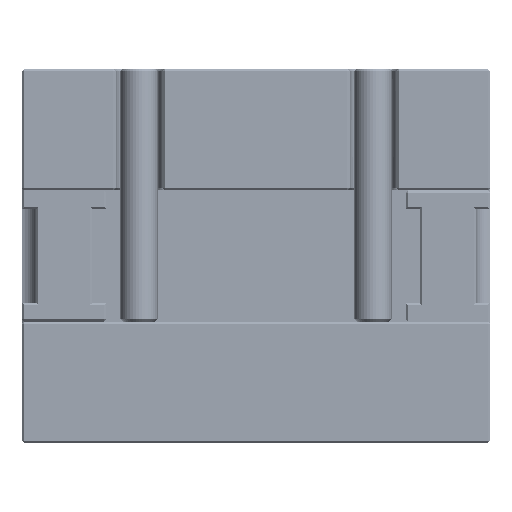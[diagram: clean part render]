
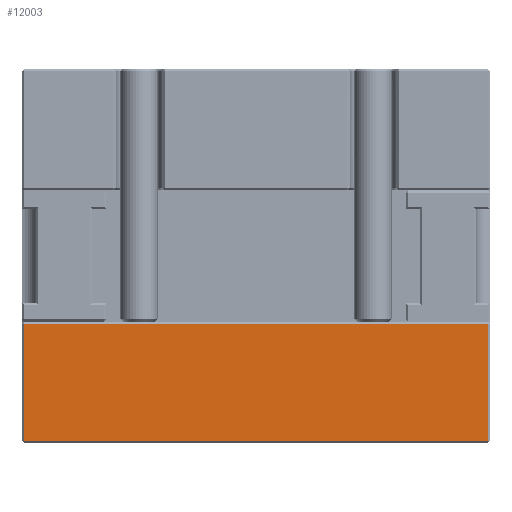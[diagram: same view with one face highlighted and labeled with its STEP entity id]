
A CAD part, front view. The second image highlights one B-rep face of the part: STEP entity #12003.
In plain terms, the highlighted planar face has unit normal (0, -1, 0).
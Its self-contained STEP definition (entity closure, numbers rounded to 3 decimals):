
#321=PLANE('',#12884);
#934=FACE_OUTER_BOUND('',#1661,.T.);
#1661=EDGE_LOOP('',(#10141,#10142,#10143,#10144));
#3305=LINE('',#39199,#4098);
#3432=LINE('',#39471,#4225);
#3433=LINE('',#39473,#4226);
#3445=LINE('',#39497,#4238);
#4098=VECTOR('',#14637,10.);
#4225=VECTOR('',#14900,10.);
#4226=VECTOR('',#14903,10.);
#4238=VECTOR('',#14933,10.);
#5263=VERTEX_POINT('',#39177);
#5265=VERTEX_POINT('',#39185);
#5267=VERTEX_POINT('',#39191);
#5279=VERTEX_POINT('',#39225);
#6833=EDGE_CURVE('',#5267,#5263,#3305,.T.);
#6970=EDGE_CURVE('',#5265,#5279,#3432,.T.);
#6971=EDGE_CURVE('',#5279,#5267,#3433,.T.);
#6984=EDGE_CURVE('',#5263,#5265,#3445,.T.);
#10141=ORIENTED_EDGE('',*,*,#6970,.F.);
#10142=ORIENTED_EDGE('',*,*,#6984,.F.);
#10143=ORIENTED_EDGE('',*,*,#6833,.F.);
#10144=ORIENTED_EDGE('',*,*,#6971,.F.);
#12003=ADVANCED_FACE('',(#934),#321,.F.);
#12884=AXIS2_PLACEMENT_3D('',#39528,#14977,#14978);
#14637=DIRECTION('',(0.,0.,-1.));
#14900=DIRECTION('',(0.,0.,1.));
#14903=DIRECTION('',(1.,0.,0.));
#14933=DIRECTION('',(-1.,0.,0.));
#14977=DIRECTION('center_axis',(0.,1.,0.));
#14978=DIRECTION('ref_axis',(1.,0.,0.));
#39177=CARTESIAN_POINT('',(49.75,0.,-39.75));
#39185=CARTESIAN_POINT('',(0.25,0.,-39.75));
#39191=CARTESIAN_POINT('',(49.75,0.,-27.25));
#39199=CARTESIAN_POINT('',(49.75,0.,-10.));
#39225=CARTESIAN_POINT('',(0.25,0.,-27.25));
#39471=CARTESIAN_POINT('',(0.25,0.,-30.));
#39473=CARTESIAN_POINT('',(37.5,0.,-27.25));
#39497=CARTESIAN_POINT('',(37.5,0.,-39.75));
#39528=CARTESIAN_POINT('Origin',(25.,0.,-20.));
